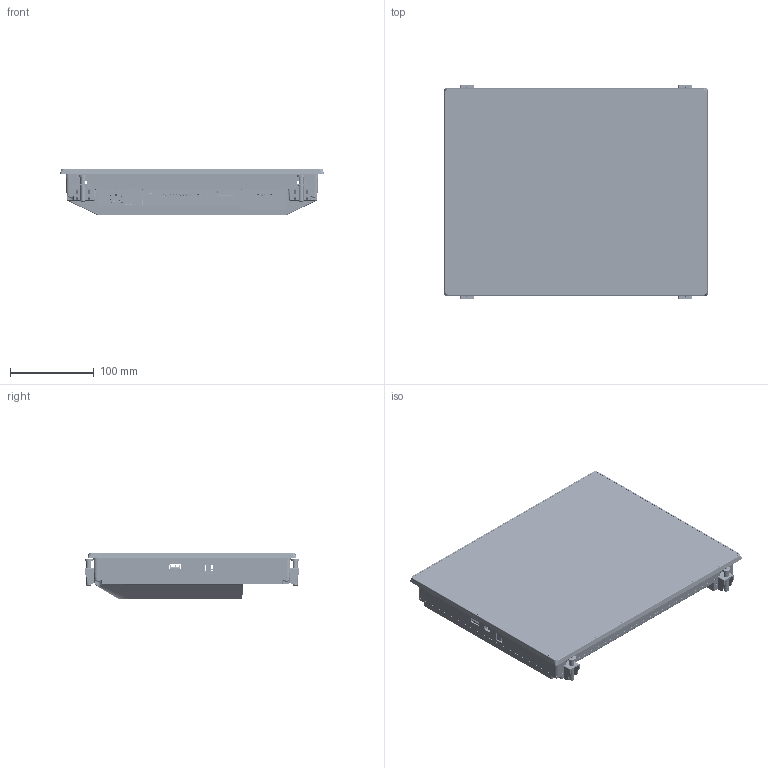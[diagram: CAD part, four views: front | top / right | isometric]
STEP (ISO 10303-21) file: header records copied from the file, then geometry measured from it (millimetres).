
FILE_DESCRIPTION(/* description */ (''),/* implementation_level */ '2;1');
FILE_NAME(/* name */ '',/* time_stamp */ '2017-11-07T17:07:01+09:00',/* author */ (''),/* organization */ (''),/* preprocessor_version */ 'ST-DEVELOPER v16.5',/* originating_system */ 'Autodesk Inventor 2017',/* authorisation */ '');
FILE_SCHEMA (('AUTOMOTIVE_DESIGN { 1 0 10303 214 3 1 1 }'));
Products named in the file (1): HP_EMG7-312A8-00DC-xxx-01
Bounding box: 314 x 256.13 x 56 mm (x, y, z)
Volume: 639726.5 mm3; surface area: 723795 mm2
Topology: 5 solids, 28 shells, 9662 faces, 25998 edges, 16662 vertices
Faces by surface type: plane 5856, cylinder 1850, bspline 1124, cone 785, sphere 29, torus 18
Full cylindrical faces by diameter (mm): 0.8 x7, 1 x14, 1.6 x8, 2.05 x4, 2.3 x2, 2.459 x4, 2.6 x4, 3 x46, 3.2 x3, 3.242 x4, 3.5 x157, 3.6 x15, 3.7 x12, 4 x25, 4.5 x6, 4.8 x1, 5 x1, 6 x10, 6.15 x6, 6.2 x4, 6.5 x10, 7 x5, 7.15 x4, 8 x20
Entity records: 325359 total; most frequent: CARTESIAN_POINT 83743, ORIENTED_EDGE 50990, DIRECTION 47746, EDGE_CURVE 25469, LINE 18090, VECTOR 18090, VERTEX_POINT 16598, AXIS2_PLACEMENT_3D 14828
